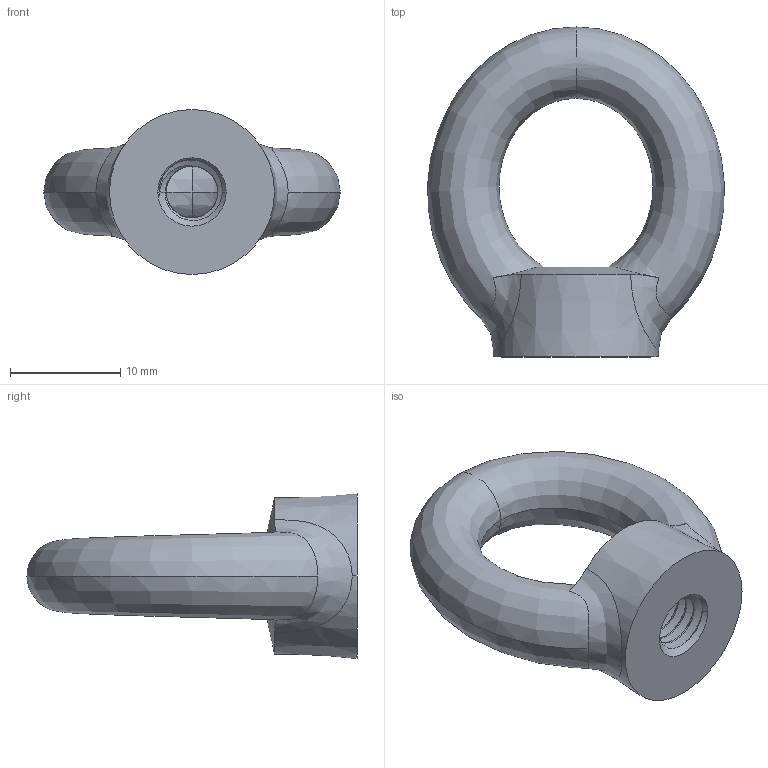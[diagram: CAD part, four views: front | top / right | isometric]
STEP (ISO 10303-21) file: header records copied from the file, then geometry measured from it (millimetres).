
FILE_DESCRIPTION (( 'STEP AP203' ), '1' );
FILE_NAME ('3112T51.step', '2014-04-15T16:17:13', ( 't2jrg' ), ( '' ), 'SwSTEP 2.0', 'SolidWorks 2010', '' );
FILE_SCHEMA (( 'CONFIG_CONTROL_DESIGN' ));
Length unit declared in the file: millimetre
Products named in the file (1): 3112T51
Bounding box: 26.96 x 30 x 15 mm (x, y, z)
Volume: 3171 mm3; surface area: 1960.9 mm2
Topology: 1 solids, 1 shells, 43 faces, 122 edges, 78 vertices
Faces by surface type: cylinder 21, cone 10, bspline 9, plane 3
Entity records: 4114 total; most frequent: CARTESIAN_POINT 3117, ORIENTED_EDGE 244, DIRECTION 136, EDGE_CURVE 122, VERTEX_POINT 78, AXIS2_PLACEMENT_3D 55, EDGE_LOOP 44, FACE_OUTER_BOUND 43
